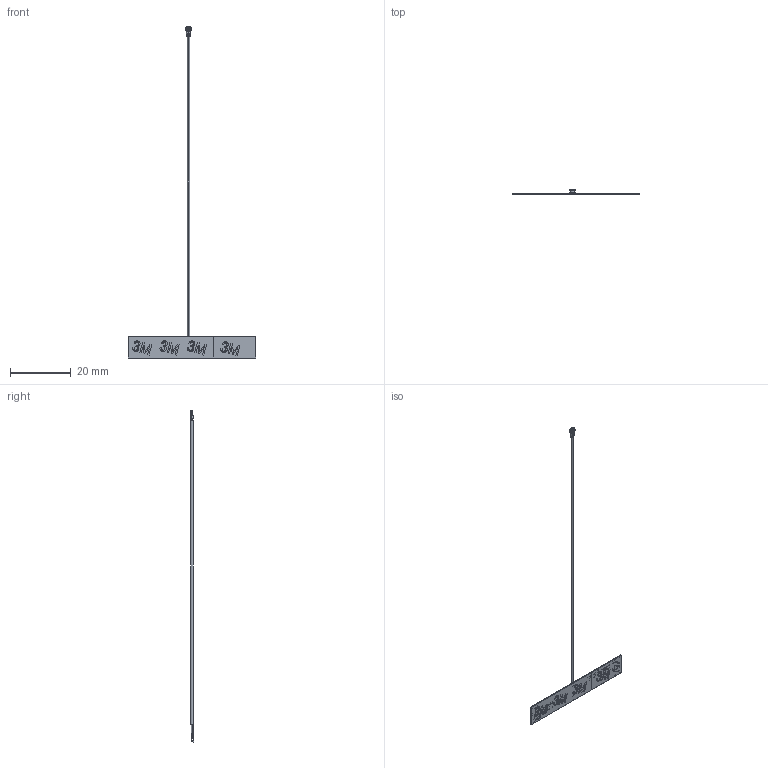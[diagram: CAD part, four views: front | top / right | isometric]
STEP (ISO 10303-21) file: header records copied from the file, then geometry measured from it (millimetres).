
FILE_DESCRIPTION (( 'STEP AP214' ), '1' );
FILE_NAME ('FXP830.24.0100B_Web.STEP', '2022-03-15T15:53:29', ( '' ), ( '' ), 'SwSTEP 2.0', 'SolidWorks 2018', '' );
FILE_SCHEMA (( 'AUTOMOTIVE_DESIGN' ));
Length unit declared in the file: millimetre
Products named in the file (1): FXP830.24.0100B_Web
Bounding box: 42 x 1.18 x 109.21 mm (x, y, z)
Surface area: 894.6 mm2 (no closed solid volume)
Topology: 0 solids, 81 shells, 354 faces, 2725 edges, 2407 vertices
Faces by surface type: plane 260, bspline 51, cylinder 30, cone 13
Entity records: 36359 total; most frequent: CARTESIAN_POINT 15677, ORIENTED_EDGE 3181, EDGE_CURVE 2725, VERTEX_POINT 2407, DIRECTION 2321, LINE 1439, VECTOR 1439, B_SPLINE_CURVE_WITH_KNOTS 923
